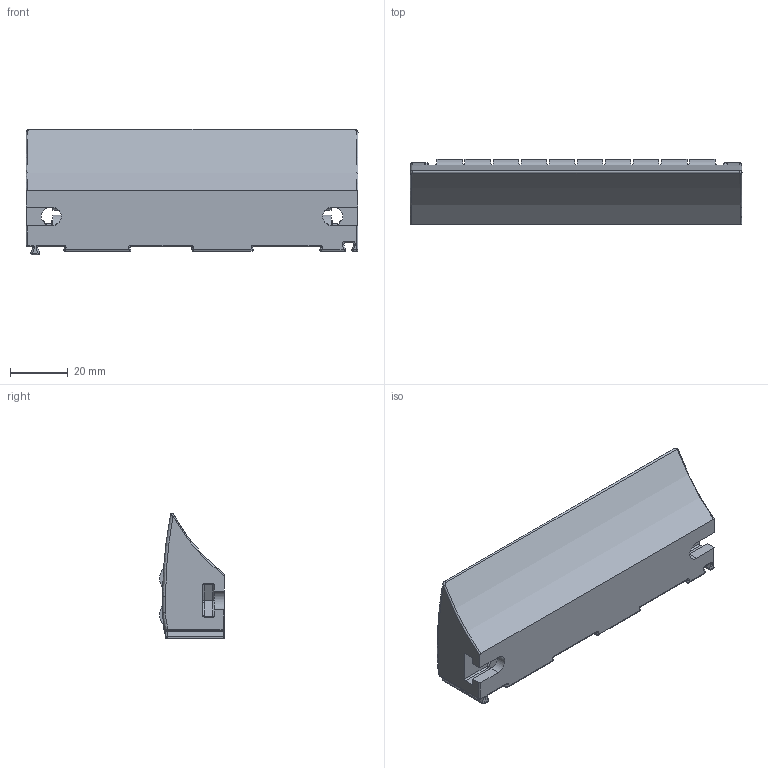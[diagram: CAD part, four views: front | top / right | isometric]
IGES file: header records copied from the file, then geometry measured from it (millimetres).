
Start section:  PTC IGES file: s0672-675592.igs
Global section: file name: s0672-675592.igs; native system: Pro/ENGINEER by Parametric Technology Corporation; preprocessor: 2005310; author: RCRU51; organization: Unknown; date: 080409.111434; units: millimetre
Bounding box: 115 x 22.5 x 43.56 mm (x, y, z)
Surface area: 30940.8 mm2 (no closed solid volume)
Topology: 0 solids, 0 shells, 401 faces, 1788 edges, 1788 vertices
Faces by surface type: revolution 282, bspline 119
